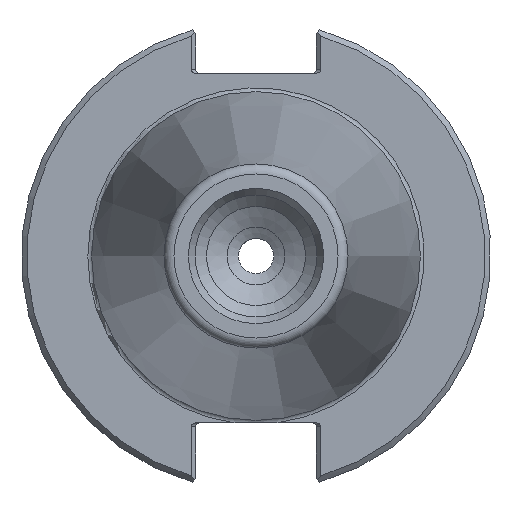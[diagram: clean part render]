
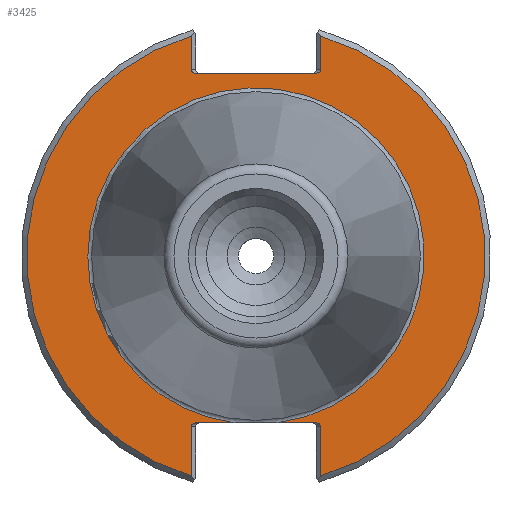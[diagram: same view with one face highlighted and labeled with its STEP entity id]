
A CAD part, left-side view. The second image highlights one B-rep face of the part: STEP entity #3425.
In plain terms, the highlighted planar face has unit normal (-1, 0, 0).
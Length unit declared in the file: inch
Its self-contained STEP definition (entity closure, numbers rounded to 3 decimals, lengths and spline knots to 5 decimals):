
#2483=CARTESIAN_POINT('',(0.125,0.345,0.992));
#2484=VERTEX_POINT('',#2483);
#2491=CARTESIAN_POINT('',(0.125,0.31672,0.972));
#2492=VERTEX_POINT('',#2491);
#2493=CARTESIAN_POINT('',(0.125,0.31672,0.992));
#2494=DIRECTION('',(-1.0,0.0,0.0));
#2495=DIRECTION('',(0.0,1.0,0.0));
#2496=AXIS2_PLACEMENT_3D('',#2493,#2494,#2495);
#2497=ELLIPSE('',#2496,0.02828,0.02);
#2498=EDGE_CURVE('',#2484,#2492,#2497,.T.);
#2583=CARTESIAN_POINT('',(0.125,0.345,1.1702));
#2584=VERTEX_POINT('',#2583);
#2591=CARTESIAN_POINT('',(0.125,0.345,1.1702));
#2592=DIRECTION('',(0.0,0.0,-1.0));
#2593=VECTOR('',#2592,0.1782);
#2594=LINE('',#2591,#2593);
#2595=EDGE_CURVE('',#2584,#2484,#2594,.T.);
#2695=CARTESIAN_POINT('',(0.125,-0.31672,0.972));
#2696=VERTEX_POINT('',#2695);
#2703=CARTESIAN_POINT('',(0.125,-0.345,0.992));
#2704=VERTEX_POINT('',#2703);
#2705=CARTESIAN_POINT('',(0.125,-0.31672,0.992));
#2706=DIRECTION('',(-1.0,0.0,0.0));
#2707=DIRECTION('',(0.0,-1.0,0.0));
#2708=AXIS2_PLACEMENT_3D('',#2705,#2706,#2707);
#2709=ELLIPSE('',#2708,0.02828,0.02);
#2710=EDGE_CURVE('',#2696,#2704,#2709,.T.);
#2760=CARTESIAN_POINT('',(0.125,-0.345,1.1702));
#2761=VERTEX_POINT('',#2760);
#2762=CARTESIAN_POINT('',(0.125,-0.345,0.992));
#2763=DIRECTION('',(0.0,0.0,1.0));
#2764=VECTOR('',#2763,0.1782);
#2765=LINE('',#2762,#2764);
#2766=EDGE_CURVE('',#2704,#2761,#2765,.T.);
#2784=CARTESIAN_POINT('',(0.125,-0.345,-0.908));
#2785=VERTEX_POINT('',#2784);
#2786=CARTESIAN_POINT('',(0.125,-0.31672,-0.888));
#2787=VERTEX_POINT('',#2786);
#2788=CARTESIAN_POINT('',(0.125,-0.31672,-0.908));
#2789=DIRECTION('',(-1.0,0.0,0.0));
#2790=DIRECTION('',(0.0,-1.0,0.0));
#2791=AXIS2_PLACEMENT_3D('',#2788,#2789,#2790);
#2792=ELLIPSE('',#2791,0.02828,0.02);
#2793=EDGE_CURVE('',#2785,#2787,#2792,.T.);
#2891=CARTESIAN_POINT('',(0.125,-0.345,-1.1702));
#2892=VERTEX_POINT('',#2891);
#2899=CARTESIAN_POINT('',(0.125,-0.345,-1.1702));
#2900=DIRECTION('',(0.0,0.0,1.0));
#2901=VECTOR('',#2900,0.2622);
#2902=LINE('',#2899,#2901);
#2903=EDGE_CURVE('',#2892,#2785,#2902,.T.);
#3003=CARTESIAN_POINT('',(0.125,0.31672,-0.888));
#3004=VERTEX_POINT('',#3003);
#3011=CARTESIAN_POINT('',(0.125,0.345,-0.908));
#3012=VERTEX_POINT('',#3011);
#3013=CARTESIAN_POINT('',(0.125,0.31672,-0.908));
#3014=DIRECTION('',(-1.0,0.0,0.0));
#3015=DIRECTION('',(0.0,1.0,0.0));
#3016=AXIS2_PLACEMENT_3D('',#3013,#3014,#3015);
#3017=ELLIPSE('',#3016,0.02828,0.02);
#3018=EDGE_CURVE('',#3004,#3012,#3017,.T.);
#3068=CARTESIAN_POINT('',(0.125,0.345,-1.1702));
#3069=VERTEX_POINT('',#3068);
#3070=CARTESIAN_POINT('',(0.125,0.345,-0.908));
#3071=DIRECTION('',(0.0,0.0,-1.0));
#3072=VECTOR('',#3071,0.2622);
#3073=LINE('',#3070,#3072);
#3074=EDGE_CURVE('',#3012,#3069,#3073,.T.);
#3141=CARTESIAN_POINT('',(0.125,0.31672,0.972));
#3142=DIRECTION('',(0.0,-1.0,0.0));
#3143=VECTOR('',#3142,0.63343);
#3144=LINE('',#3141,#3143);
#3145=EDGE_CURVE('',#2492,#2696,#3144,.T.);
#3343=CARTESIAN_POINT('',(0.125,-0.11172,-0.888));
#3344=VERTEX_POINT('',#3343);
#3345=CARTESIAN_POINT('',(0.125,0.11172,-0.888));
#3346=VERTEX_POINT('',#3345);
#3361=CARTESIAN_POINT('',(0.125,0.,0.0));
#3362=DIRECTION('',(-1.0,0.0,0.0));
#3363=DIRECTION('',(0.0,-1.0,0.0));
#3364=AXIS2_PLACEMENT_3D('',#3361,#3362,#3363);
#3365=CIRCLE('',#3364,0.895);
#3366=EDGE_CURVE('',#3344,#3346,#3365,.T.);
#3382=CARTESIAN_POINT('',(0.125,1.0625,0.0));
#3383=DIRECTION('',(-1.0,0.0,0.0));
#3384=DIRECTION('',(0.0,0.0,1.0));
#3385=AXIS2_PLACEMENT_3D('',#3382,#3383,#3384);
#3386=PLANE('',#3385);
#3387=ORIENTED_EDGE('',*,*,#3366,.F.);
#3388=CARTESIAN_POINT('',(0.125,-0.31672,-0.888));
#3389=DIRECTION('',(0.0,1.0,0.0));
#3390=VECTOR('',#3389,0.205);
#3391=LINE('',#3388,#3390);
#3392=EDGE_CURVE('',#2787,#3344,#3391,.T.);
#3393=ORIENTED_EDGE('',*,*,#3392,.F.);
#3394=ORIENTED_EDGE('',*,*,#2793,.F.);
#3395=ORIENTED_EDGE('',*,*,#2903,.F.);
#3396=CARTESIAN_POINT('',(0.125,0.,0.0));
#3397=DIRECTION('',(1.0,0.0,0.0));
#3398=DIRECTION('',(0.0,-1.0,0.0));
#3399=AXIS2_PLACEMENT_3D('',#3396,#3397,#3398);
#3400=CIRCLE('',#3399,1.22);
#3401=EDGE_CURVE('',#2761,#2892,#3400,.T.);
#3402=ORIENTED_EDGE('',*,*,#3401,.F.);
#3403=ORIENTED_EDGE('',*,*,#2766,.F.);
#3404=ORIENTED_EDGE('',*,*,#2710,.F.);
#3405=ORIENTED_EDGE('',*,*,#3145,.F.);
#3406=ORIENTED_EDGE('',*,*,#2498,.F.);
#3407=ORIENTED_EDGE('',*,*,#2595,.F.);
#3408=CARTESIAN_POINT('',(0.125,0.,0.0));
#3409=DIRECTION('',(1.0,0.0,0.0));
#3410=DIRECTION('',(0.0,1.0,0.0));
#3411=AXIS2_PLACEMENT_3D('',#3408,#3409,#3410);
#3412=CIRCLE('',#3411,1.22);
#3413=EDGE_CURVE('',#3069,#2584,#3412,.T.);
#3414=ORIENTED_EDGE('',*,*,#3413,.F.);
#3415=ORIENTED_EDGE('',*,*,#3074,.F.);
#3416=ORIENTED_EDGE('',*,*,#3018,.F.);
#3417=CARTESIAN_POINT('',(0.125,0.11172,-0.888));
#3418=DIRECTION('',(0.0,1.0,0.0));
#3419=VECTOR('',#3418,0.205);
#3420=LINE('',#3417,#3419);
#3421=EDGE_CURVE('',#3346,#3004,#3420,.T.);
#3422=ORIENTED_EDGE('',*,*,#3421,.F.);
#3423=EDGE_LOOP('',(#3387,#3393,#3394,#3395,#3402,#3403,#3404,#3405,#3406,#3407,#3414,#3415,#3416,#3422));
#3424=FACE_OUTER_BOUND('',#3423,.T.);
#3425=ADVANCED_FACE('',(#3424),#3386,.T.);
